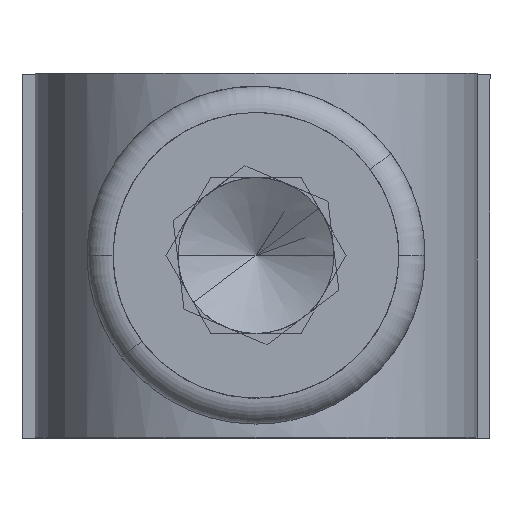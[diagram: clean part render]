
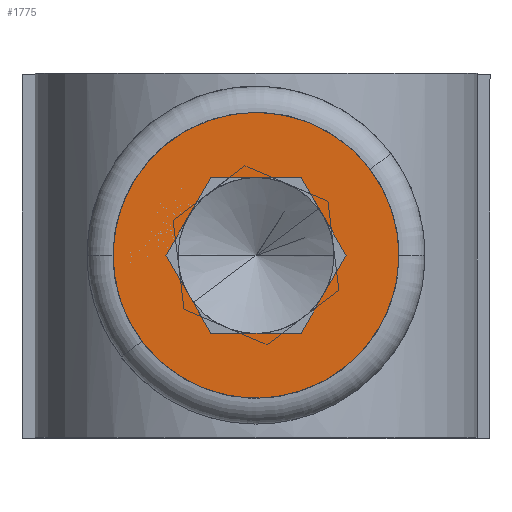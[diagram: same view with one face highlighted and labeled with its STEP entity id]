
A CAD part, top view. The second image highlights one B-rep face of the part: STEP entity #1775.
In plain terms, the highlighted planar face has unit normal (0, 0, 1).
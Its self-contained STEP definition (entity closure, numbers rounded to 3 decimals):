
#40 = DIRECTION ( 'NONE',  ( 0.5, -0.866, 0. ) ) ;
#86 = CARTESIAN_POINT ( 'NONE',  ( 6.223, -2.804, 14.45 ) ) ;
#129 = DIRECTION ( 'NONE',  ( -1., 0., 0. ) ) ;
#136 = CARTESIAN_POINT ( 'NONE',  ( 4.491, 0.196, 14.45 ) ) ;
#204 = DIRECTION ( 'NONE',  ( -1., 0., 0. ) ) ;
#205 = DIRECTION ( 'NONE',  ( 0., 0., -1. ) ) ;
#212 = PLANE ( 'NONE',  #928 ) ;
#213 = CARTESIAN_POINT ( 'NONE',  ( 4.491, 0.196, 14.45 ) ) ;
#232 = CARTESIAN_POINT ( 'NONE',  ( 6.223, -2.804, 14.45 ) ) ;
#242 = CARTESIAN_POINT ( 'NONE',  ( 2.759, 3.196, 14.45 ) ) ;
#283 = CARTESIAN_POINT ( 'NONE',  ( 2.759, 3.196, 14.45 ) ) ;
#292 = CARTESIAN_POINT ( 'NONE',  ( -1.009, 0.196, 14.45 ) ) ;
#294 = DIRECTION ( 'NONE',  ( 1., 0., 0. ) ) ;
#296 = CARTESIAN_POINT ( 'NONE',  ( 1.027, 0.196, 14.45 ) ) ;
#297 = CARTESIAN_POINT ( 'NONE',  ( 2.759, -2.804, 14.45 ) ) ;
#336 = CARTESIAN_POINT ( 'NONE',  ( 7.955, 0.196, 14.45 ) ) ;
#344 = CARTESIAN_POINT ( 'NONE',  ( 6.223, 3.196, 14.45 ) ) ;
#349 = CARTESIAN_POINT ( 'NONE',  ( 9.991, 0.196, 14.45 ) ) ;
#369 = DIRECTION ( 'NONE',  ( 0.5, 0.866, 0. ) ) ;
#370 = CARTESIAN_POINT ( 'NONE',  ( 1.027, 0.196, 14.45 ) ) ;
#403 = CARTESIAN_POINT ( 'NONE',  ( 4.491, 0.196, 14.45 ) ) ;
#413 = DIRECTION ( 'NONE',  ( -1., 0., 0. ) ) ;
#436 = DIRECTION ( 'NONE',  ( 0., 0., 1. ) ) ;
#487 = DIRECTION ( 'NONE',  ( -0.5, -0.866, 0. ) ) ;
#610 = DIRECTION ( 'NONE',  ( -0.5, 0.866, 0. ) ) ;
#667 = CARTESIAN_POINT ( 'NONE',  ( 2.759, -2.804, 14.45 ) ) ;
#705 = CARTESIAN_POINT ( 'NONE',  ( 6.223, 3.196, 14.45 ) ) ;
#735 = DIRECTION ( 'NONE',  ( 0., 0., 1. ) ) ;
#809 = CARTESIAN_POINT ( 'NONE',  ( 7.955, 0.196, 14.45 ) ) ;
#828 = DIRECTION ( 'NONE',  ( -1., 0., 0. ) ) ;
#854 = EDGE_CURVE ( 'NONE', #1655, #1685, #2050, .T. ) ;
#857 = EDGE_CURVE ( 'NONE', #1528, #1686, #2179, .T. ) ;
#860 = EDGE_CURVE ( 'NONE', #1759, #1655, #1880, .T. ) ;
#928 = AXIS2_PLACEMENT_3D ( 'NONE', #213, #205, #204 ) ;
#992 = AXIS2_PLACEMENT_3D ( 'NONE', #403, #436, #828 ) ;
#1063 = AXIS2_PLACEMENT_3D ( 'NONE', #136, #735, #129 ) ;
#1074 = EDGE_CURVE ( 'NONE', #1660, #1759, #1873, .T. ) ;
#1077 = EDGE_CURVE ( 'NONE', #1648, #1660, #1912, .T. ) ;
#1204 = EDGE_CURVE ( 'NONE', #1593, #1648, #1952, .T. ) ;
#1237 = EDGE_CURVE ( 'NONE', #1686, #1528, #1950, .T. ) ;
#1248 = EDGE_CURVE ( 'NONE', #1685, #1593, #2132, .T. ) ;
#1270 = ORIENTED_EDGE ( 'NONE', *, *, #1248, .T. ) ;
#1287 = ORIENTED_EDGE ( 'NONE', *, *, #860, .T. ) ;
#1289 = ORIENTED_EDGE ( 'NONE', *, *, #857, .T. ) ;
#1294 = ORIENTED_EDGE ( 'NONE', *, *, #1204, .T. ) ;
#1313 = ORIENTED_EDGE ( 'NONE', *, *, #1074, .T. ) ;
#1329 = ORIENTED_EDGE ( 'NONE', *, *, #854, .T. ) ;
#1380 = ORIENTED_EDGE ( 'NONE', *, *, #1077, .T. ) ;
#1405 = ORIENTED_EDGE ( 'NONE', *, *, #1237, .T. ) ;
#1528 = VERTEX_POINT ( 'NONE', #349 ) ;
#1593 = VERTEX_POINT ( 'NONE', #283 ) ;
#1648 = VERTEX_POINT ( 'NONE', #344 ) ;
#1655 = VERTEX_POINT ( 'NONE', #297 ) ;
#1659 = EDGE_LOOP ( 'NONE', ( #1405, #1289 ) ) ;
#1660 = VERTEX_POINT ( 'NONE', #336 ) ;
#1685 = VERTEX_POINT ( 'NONE', #296 ) ;
#1686 = VERTEX_POINT ( 'NONE', #292 ) ;
#1752 = EDGE_LOOP ( 'NONE', ( #1329, #1270, #1294, #1380, #1313, #1287 ) ) ;
#1759 = VERTEX_POINT ( 'NONE', #232 ) ;
#1775 = ADVANCED_FACE ( 'NONE', ( #2198, #2021 ), #212, .F. ) ;
#1873 = LINE ( 'NONE', #809, #2034 ) ;
#1880 = LINE ( 'NONE', #86, #2144 ) ;
#1912 = LINE ( 'NONE', #705, #2039 ) ;
#1950 = CIRCLE ( 'NONE', #992, 5.5 ) ;
#1952 = LINE ( 'NONE', #242, #2026 ) ;
#1996 = VECTOR ( 'NONE', #610, 1000. ) ;
#2021 = FACE_BOUND ( 'NONE', #1752, .T. ) ;
#2026 = VECTOR ( 'NONE', #294, 1000. ) ;
#2034 = VECTOR ( 'NONE', #487, 1000. ) ;
#2039 = VECTOR ( 'NONE', #40, 1000. ) ;
#2050 = LINE ( 'NONE', #667, #1996 ) ;
#2132 = LINE ( 'NONE', #370, #2196 ) ;
#2144 = VECTOR ( 'NONE', #413, 1000. ) ;
#2179 = CIRCLE ( 'NONE', #1063, 5.5 ) ;
#2196 = VECTOR ( 'NONE', #369, 1000. ) ;
#2198 = FACE_OUTER_BOUND ( 'NONE', #1659, .T. ) ;
